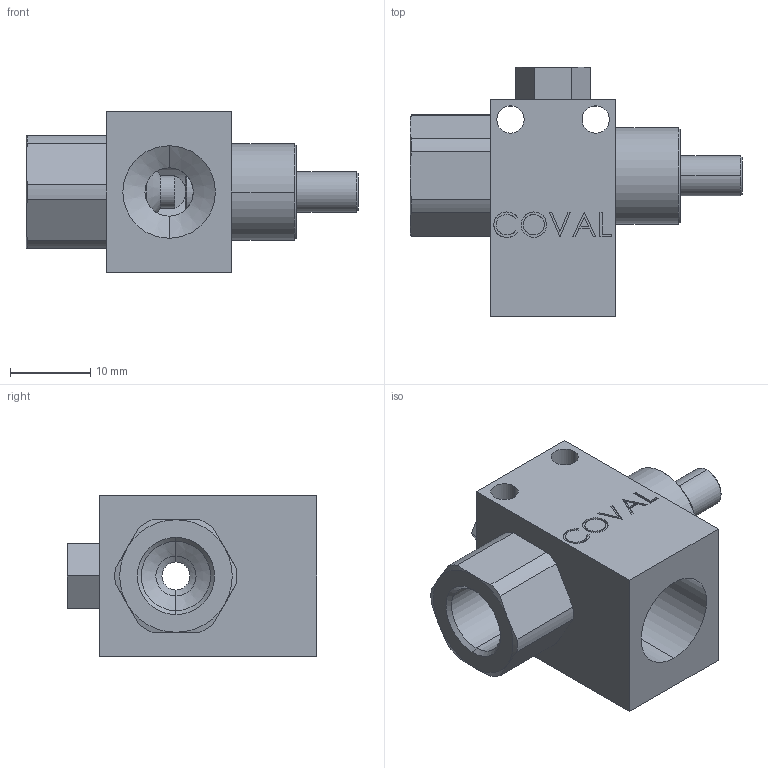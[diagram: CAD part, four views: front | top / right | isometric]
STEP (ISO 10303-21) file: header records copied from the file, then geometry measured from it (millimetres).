
FILE_DESCRIPTION(('STEP AP214'),'1');
FILE_NAME('COVAL_GVR10.stp','2017-12-27T16:06:12',('TraceParts'),('TraceParts S.A.'),'Spatial InterOp 3D',' ',' ');
FILE_SCHEMA(('automotive_design'));
Length unit declared in the file: millimetre
Products named in the file (1): COVAL_GVR10
Bounding box: 41.3 x 31 x 20 mm (x, y, z)
Volume: 8585.6 mm3; surface area: 6789.4 mm2
Topology: 5 solids, 5 shells, 164 faces, 381 edges, 242 vertices
Faces by surface type: plane 67, cylinder 50, cone 30, bspline 17
Entity records: 8047 total; most frequent: CARTESIAN_POINT 2957, ORIENTED_EDGE 762, DIRECTION 747, EDGE_CURVE 381, AXIS2_PLACEMENT_3D 268, VERTEX_POINT 242, LINE 211, VECTOR 211
